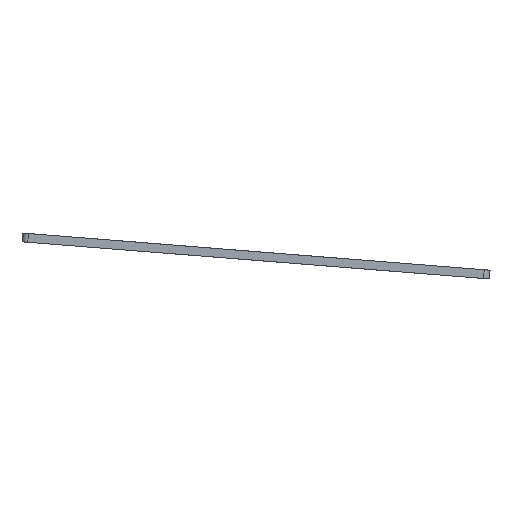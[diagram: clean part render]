
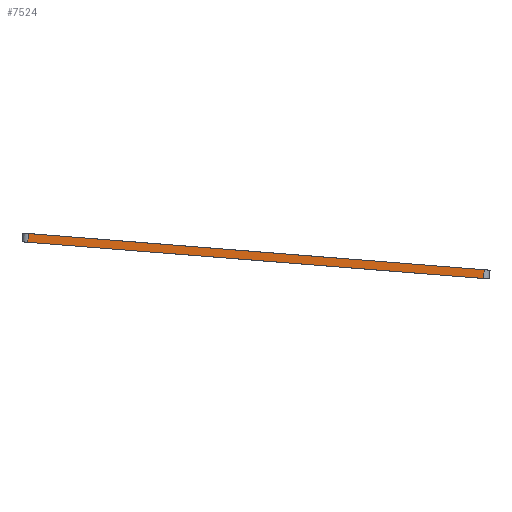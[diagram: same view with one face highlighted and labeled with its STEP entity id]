
A CAD part, left-side view. The second image highlights one B-rep face of the part: STEP entity #7524.
In plain terms, the highlighted planar face has unit normal (-1, 0, 0).
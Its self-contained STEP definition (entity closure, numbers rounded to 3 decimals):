
#115=PLANE('',#8240);
#346=FACE_OUTER_BOUND('',#802,.T.);
#802=EDGE_LOOP('',(#5853,#5854,#5855,#5856));
#1500=LINE('',#10911,#2334);
#1723=LINE('',#11665,#2557);
#1947=LINE('',#12420,#2781);
#1949=LINE('',#12424,#2783);
#2334=VECTOR('',#8662,1.);
#2557=VECTOR('',#9195,1.);
#2781=VECTOR('',#9729,1.);
#2783=VECTOR('',#9735,1.);
#3169=VERTEX_POINT('',#10908);
#3170=VERTEX_POINT('',#10910);
#3545=VERTEX_POINT('',#11662);
#3546=VERTEX_POINT('',#11664);
#3936=EDGE_CURVE('',#3169,#3170,#1500,.T.);
#4313=EDGE_CURVE('',#3546,#3545,#1723,.T.);
#4691=EDGE_CURVE('',#3170,#3545,#1947,.T.);
#4693=EDGE_CURVE('',#3169,#3546,#1949,.T.);
#5853=ORIENTED_EDGE('',*,*,#4693,.T.);
#5854=ORIENTED_EDGE('',*,*,#4313,.T.);
#5855=ORIENTED_EDGE('',*,*,#4691,.F.);
#5856=ORIENTED_EDGE('',*,*,#3936,.F.);
#7524=ADVANCED_FACE('',(#346),#115,.T.);
#8240=AXIS2_PLACEMENT_3D('',#12423,#9733,#9734);
#8662=DIRECTION('',(0.,1.,0.));
#9195=DIRECTION('',(0.,1.,0.));
#9729=DIRECTION('',(0.,0.,1.));
#9733=DIRECTION('center_axis',(-1.,0.,0.));
#9734=DIRECTION('ref_axis',(0.,1.,0.));
#9735=DIRECTION('',(0.,0.,1.));
#10908=CARTESIAN_POINT('',(-100.013,-47.816,5.19));
#10910=CARTESIAN_POINT('',(-100.013,31.147,5.19));
#10911=CARTESIAN_POINT('',(-100.013,-47.816,5.19));
#11662=CARTESIAN_POINT('',(-100.013,31.147,6.7));
#11664=CARTESIAN_POINT('',(-100.013,-47.816,6.7));
#11665=CARTESIAN_POINT('',(-100.013,-47.816,6.7));
#12420=CARTESIAN_POINT('',(-100.013,31.147,5.19));
#12423=CARTESIAN_POINT('Origin',(-100.013,-47.816,5.19));
#12424=CARTESIAN_POINT('',(-100.013,-47.816,5.19));
